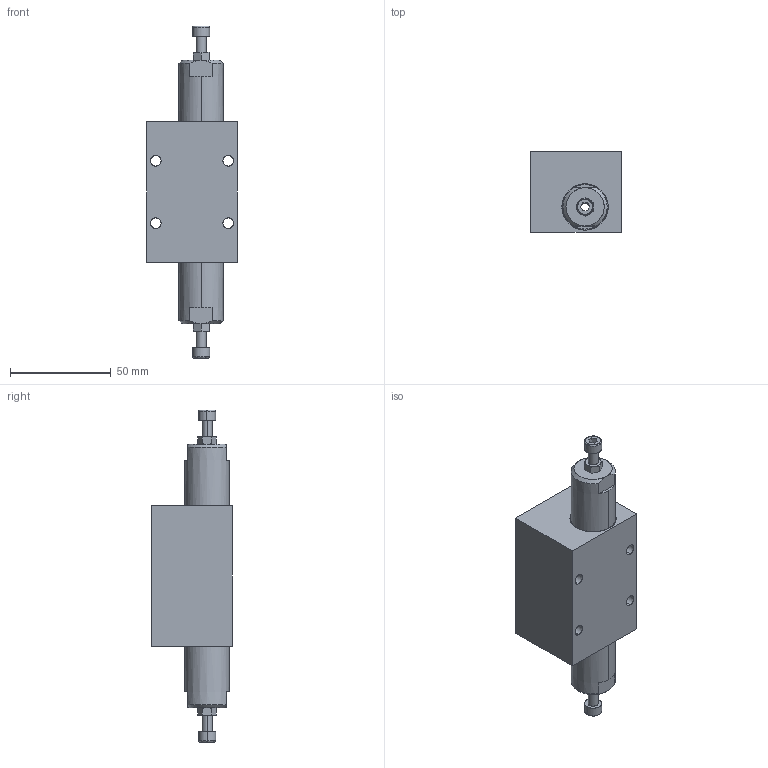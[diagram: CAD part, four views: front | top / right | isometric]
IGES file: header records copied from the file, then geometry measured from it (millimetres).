
Start section: SolidWorks IGES file using analytic representation for surfaces
Global section: file name: V08000001.igs; native system: SolidWorks 2012; preprocessor: SolidWorks 2012; author: serviziopdm; date: 140519.083119; units: millimetre
Bounding box: 45 x 40 x 165 mm (x, y, z)
Surface area: 26168.3 mm2 (no closed solid volume)
Topology: 0 solids, 0 shells, 124 faces, 1726 edges, 1726 vertices
Faces by surface type: revolution 66, bspline 58
